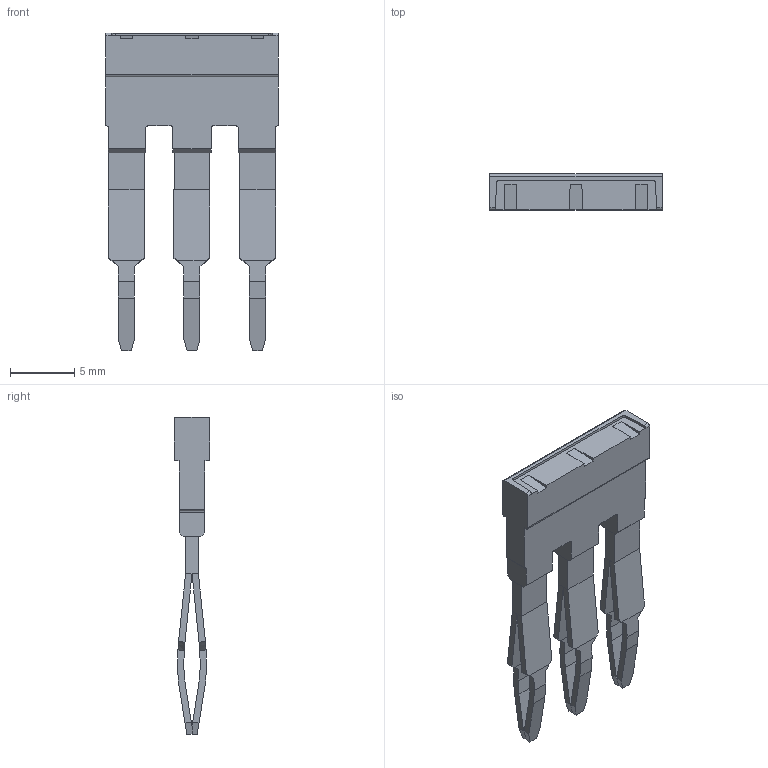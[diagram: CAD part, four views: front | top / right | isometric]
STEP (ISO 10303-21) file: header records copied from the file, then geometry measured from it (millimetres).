
FILE_DESCRIPTION(('CATIA V5 STEP Exchange','CAx-IF Rec.Pracs.--- Model Styling and Organization---1.4--- 2014-01-23'),'2;1');
FILE_NAME ('1373962-4_1', '2023-03-03T12:29:29+00:00', ('none'), ('Weidmueller'), 'CATIA Version 5-6 Release 2016 SP3 HF44', 'CATIA V5 STEP AP214', 'none');
FILE_SCHEMA(('AUTOMOTIVE_DESIGN { 1 0 10303 214 1 1 1 1 }'));
Length unit declared in the file: millimetre
Products named in the file (1): 2831680000
Bounding box: 13.4 x 2.8 x 24.72 mm (x, y, z)
Volume: 283.3 mm3; surface area: 979.1 mm2
Topology: 4 solids, 4 shells, 193 faces, 548 edges, 356 vertices
Faces by surface type: plane 166, cylinder 15, bspline 12
Entity records: 6074 total; most frequent: CARTESIAN_POINT 1474, ORIENTED_EDGE 1096, DIRECTION 702, EDGE_CURVE 548, VECTOR 442, LINE 442, VERTEX_POINT 356, EDGE_LOOP 196
